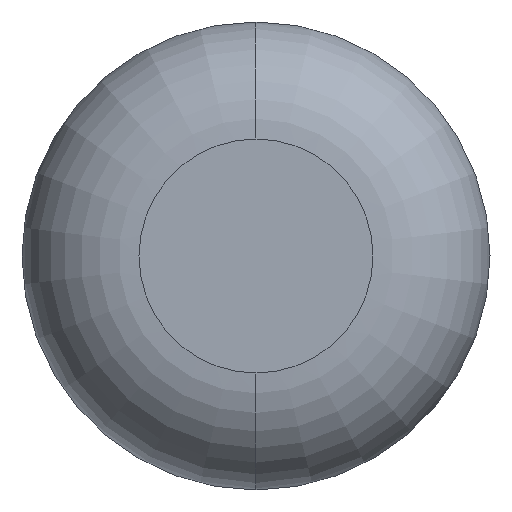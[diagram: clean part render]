
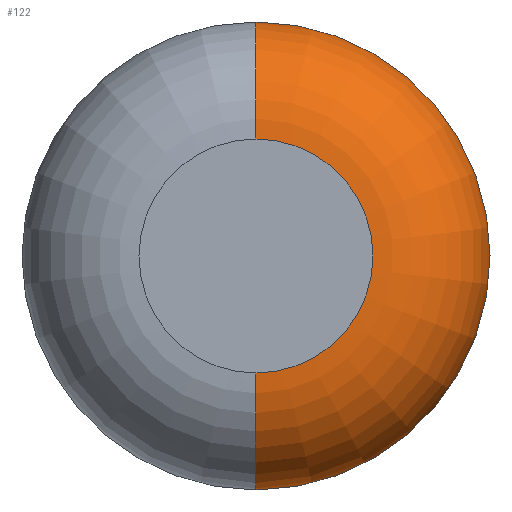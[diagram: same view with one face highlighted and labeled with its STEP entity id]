
A CAD part, front view. The second image highlights one B-rep face of the part: STEP entity #122.
In plain terms, the highlighted toroidal (fillet/blend) face has major radius 6.35 mm and minor radius 6.35 mm.
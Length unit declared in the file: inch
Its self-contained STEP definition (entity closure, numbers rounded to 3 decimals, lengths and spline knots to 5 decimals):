
#30 = AXIS2_PLACEMENT_3D ( 'NONE', #388, #262, #427 ) ;
#41 = DIRECTION ( 'NONE',  ( -1., 0., 0. ) ) ;
#50 = ORIENTED_EDGE ( 'NONE', *, *, #430, .F. ) ;
#60 = DIRECTION ( 'NONE',  ( 0., -1., 0. ) ) ;
#98 = CARTESIAN_POINT ( 'NONE',  ( 0., 0.25, 0. ) ) ;
#122 = ADVANCED_FACE ( 'NONE', ( #123 ), #499, .T. ) ;
#123 = FACE_OUTER_BOUND ( 'NONE', #377, .T. ) ;
#132 = VERTEX_POINT ( 'NONE', #459 ) ;
#151 = CARTESIAN_POINT ( 'NONE',  ( 0., 0., 0. ) ) ;
#160 = AXIS2_PLACEMENT_3D ( 'NONE', #166, #338, #502 ) ;
#166 = CARTESIAN_POINT ( 'NONE',  ( 0., 0.25, 0. ) ) ;
#169 = VERTEX_POINT ( 'NONE', #465 ) ;
#215 = DIRECTION ( 'NONE',  ( 0., 0., -1. ) ) ;
#231 = CIRCLE ( 'NONE', #449, 0.25 ) ;
#251 = ORIENTED_EDGE ( 'NONE', *, *, #340, .F. ) ;
#257 = CIRCLE ( 'NONE', #328, 0.5 ) ;
#262 = DIRECTION ( 'NONE',  ( 1., 0., 0. ) ) ;
#271 = DIRECTION ( 'NONE',  ( 0., 0., -1. ) ) ;
#294 = DIRECTION ( 'NONE',  ( 0., 0., 1. ) ) ;
#318 = AXIS2_PLACEMENT_3D ( 'NONE', #151, #526, #271 ) ;
#328 = AXIS2_PLACEMENT_3D ( 'NONE', #98, #60, #215 ) ;
#332 = VERTEX_POINT ( 'NONE', #371 ) ;
#333 = VERTEX_POINT ( 'NONE', #542 ) ;
#337 = CARTESIAN_POINT ( 'NONE',  ( 0., 0.25, -0.25 ) ) ;
#338 = DIRECTION ( 'NONE',  ( 0., -1., 0. ) ) ;
#340 = EDGE_CURVE ( 'NONE', #169, #132, #231, .T. ) ;
#351 = EDGE_CURVE ( 'NONE', #169, #332, #257, .T. ) ;
#361 = EDGE_CURVE ( 'NONE', #332, #333, #545, .T. ) ;
#371 = CARTESIAN_POINT ( 'NONE',  ( 0., 0.25, 0.5 ) ) ;
#377 = EDGE_LOOP ( 'NONE', ( #510, #422, #50, #251 ) ) ;
#388 = CARTESIAN_POINT ( 'NONE',  ( 0., 0.25, 0.25 ) ) ;
#422 = ORIENTED_EDGE ( 'NONE', *, *, #361, .T. ) ;
#427 = DIRECTION ( 'NONE',  ( 0., 0., -1. ) ) ;
#430 = EDGE_CURVE ( 'NONE', #132, #333, #491, .T. ) ;
#449 = AXIS2_PLACEMENT_3D ( 'NONE', #337, #41, #294 ) ;
#459 = CARTESIAN_POINT ( 'NONE',  ( 0., 0., -0.25 ) ) ;
#465 = CARTESIAN_POINT ( 'NONE',  ( 0., 0.25, -0.5 ) ) ;
#491 = CIRCLE ( 'NONE', #318, 0.25 ) ;
#499 = TOROIDAL_SURFACE ( 'NONE', #160, 0.25, 0.25 ) ;
#502 = DIRECTION ( 'NONE',  ( 0., 0., -1. ) ) ;
#510 = ORIENTED_EDGE ( 'NONE', *, *, #351, .T. ) ;
#526 = DIRECTION ( 'NONE',  ( 0., -1., 0. ) ) ;
#542 = CARTESIAN_POINT ( 'NONE',  ( 0., 0., 0.25 ) ) ;
#545 = CIRCLE ( 'NONE', #30, 0.25 ) ;
